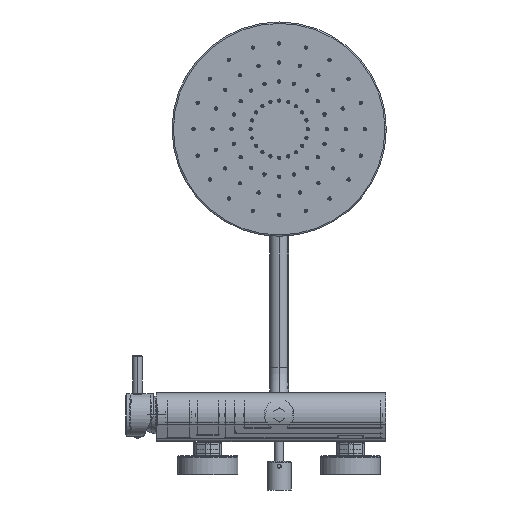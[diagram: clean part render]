
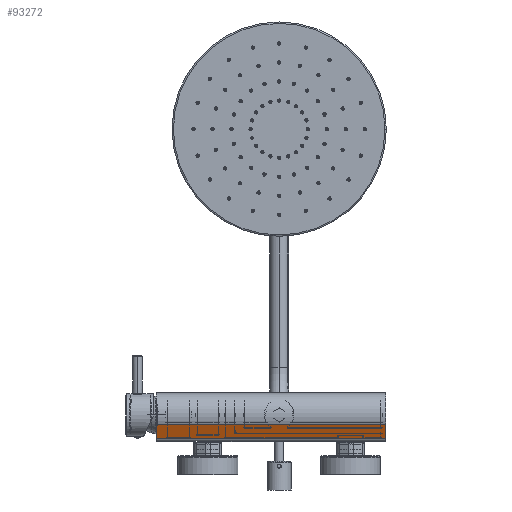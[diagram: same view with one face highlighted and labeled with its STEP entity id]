
A CAD part, front view. The second image highlights one B-rep face of the part: STEP entity #93272.
In plain terms, the highlighted planar face has unit normal (0, -0.904, -0.427).
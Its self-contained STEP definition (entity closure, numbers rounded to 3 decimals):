
#77951=DIRECTION('',(0.,-0.427,0.904));
#77952=VECTOR('',#77951,16.822);
#77953=CARTESIAN_POINT('',(112.,-122.802,-25.133));
#77954=LINE('',#77953,#77952);
#77973=DIRECTION('',(1.,0.,0.));
#77974=VECTOR('',#77973,241.);
#77975=CARTESIAN_POINT('',(-129.,-122.802,-25.133));
#77976=LINE('',#77975,#77974);
#78000=DIRECTION('',(0.,-0.427,0.904));
#78001=VECTOR('',#78000,16.822);
#78002=CARTESIAN_POINT('',(-129.,-122.802,-25.133));
#78003=LINE('',#78002,#78001);
#79808=DIRECTION('',(-1.,0.,0.));
#79809=VECTOR('',#79808,241.);
#79810=CARTESIAN_POINT('',(112.,-129.978,-9.918));
#79811=LINE('',#79810,#79809);
#86024=CARTESIAN_POINT('',(112.,-129.978,-9.918));
#86026=VERTEX_POINT('',#86024);
#86028=CARTESIAN_POINT('',(-129.,-129.978,-9.918));
#86030=VERTEX_POINT('',#86028);
#86032=CARTESIAN_POINT('',(112.,-122.802,-25.133));
#86034=VERTEX_POINT('',#86032);
#86037=CARTESIAN_POINT('',(-129.,-122.802,-25.133));
#86039=VERTEX_POINT('',#86037);
#93259=CARTESIAN_POINT('',(112.,-121.45,-28.));
#93260=DIRECTION('',(0.,-0.904,-0.427));
#93261=DIRECTION('',(0.,-0.427,0.904));
#93262=AXIS2_PLACEMENT_3D('',#93259,#93260,#93261);
#93263=PLANE('',#93262);
#93264=ORIENTED_EDGE('',*,*,#93119,.F.);
#93266=ORIENTED_EDGE('',*,*,#93265,.T.);
#93268=ORIENTED_EDGE('',*,*,#93267,.F.);
#93269=ORIENTED_EDGE('',*,*,#93241,.F.);
#93270=EDGE_LOOP('',(#93264,#93266,#93268,#93269));
#93271=FACE_OUTER_BOUND('',#93270,.F.);
#93272=ADVANCED_FACE('',(#93271),#93263,.T.);
#93119=EDGE_CURVE('',#86039,#86034,#77976,.T.);
#93241=EDGE_CURVE('',#86034,#86026,#77954,.T.);
#93265=EDGE_CURVE('',#86039,#86030,#78003,.T.);
#93267=EDGE_CURVE('',#86026,#86030,#79811,.T.);
